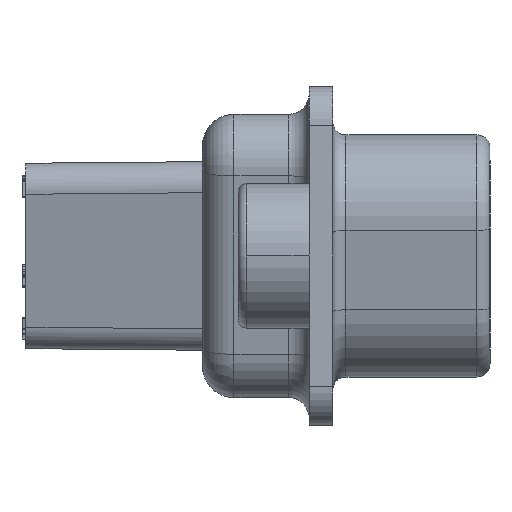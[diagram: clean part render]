
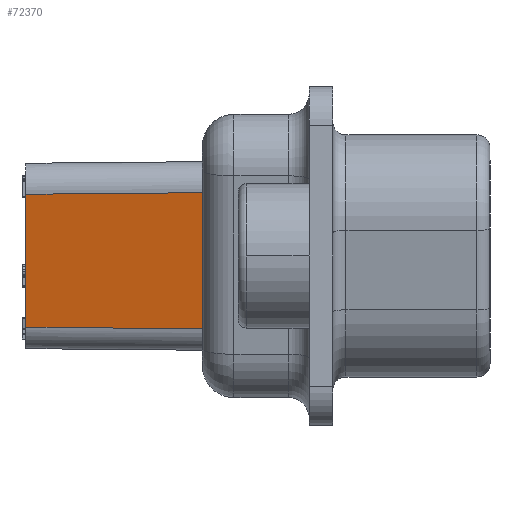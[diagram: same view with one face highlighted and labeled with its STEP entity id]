
A CAD part, left-side view. The second image highlights one B-rep face of the part: STEP entity #72370.
In plain terms, the highlighted face is planar.
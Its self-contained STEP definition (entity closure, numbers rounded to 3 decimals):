
#71980=CARTESIAN_POINT('',(-213.575,192.57,17.37));
#71990=DIRECTION('',(-0.182,-0.983,
0.009));
#72000=DIRECTION('',(-0.983,0.182,
0.));
#72010=AXIS2_PLACEMENT_3D('',#71980,#71990,#72000);
#72020=PLANE('',#72010);
#72030=CARTESIAN_POINT('',(0.,153.052,24.82));
#72040=DIRECTION('',(0.983,-0.182,
0.));
#72050=VECTOR('',#72040,1.);
#72060=LINE('',#72030,#72050);
#72070=CARTESIAN_POINT('',(-218.651,193.577,24.82));
#72080=VERTEX_POINT('',#72070);
#72090=CARTESIAN_POINT('',(-213.581,192.637,24.82));
#72100=VERTEX_POINT('',#72090);
#72110=EDGE_CURVE('',#72080,#72100,#72060,.T.);
#72120=ORIENTED_EDGE('',*,*,#72110,.F.);
#72130=CARTESIAN_POINT('',(-213.365,192.377,
0.009));
#72140=DIRECTION('',(0.009,-0.01,
-1.));
#72150=VECTOR('',#72140,1.);
#72160=LINE('',#72130,#72150);
#72170=CARTESIAN_POINT('',(-213.523,192.566,18.09));
#72180=VERTEX_POINT('',#72170);
#72190=EDGE_CURVE('',#72100,#72180,#72160,.T.);
#72200=ORIENTED_EDGE('',*,*,#72190,.F.);
#72210=CARTESIAN_POINT('',(0.,152.992,18.09));
#72220=DIRECTION('',(0.983,-0.182,
0.));
#72230=VECTOR('',#72220,1.);
#72240=LINE('',#72210,#72230);
#72250=CARTESIAN_POINT('',(-218.71,193.528,18.09));
#72260=VERTEX_POINT('',#72250);
#72270=EDGE_CURVE('',#72260,#72180,#72240,.T.);
#72280=ORIENTED_EDGE('',*,*,#72270,.T.);
#72290=CARTESIAN_POINT('',(-218.868,193.397,
0.009));
#72300=DIRECTION('',(0.009,0.007,
1.));
#72310=VECTOR('',#72300,1.);
#72320=LINE('',#72290,#72310);
#72330=EDGE_CURVE('',#72260,#72080,#72320,.T.);
#72340=ORIENTED_EDGE('',*,*,#72330,.F.);
#72350=EDGE_LOOP('',(#72340,#72280,#72200,#72120));
#72360=FACE_OUTER_BOUND('',#72350,.T.);
#72370=ADVANCED_FACE('',(#72360),#72020,.T.);
